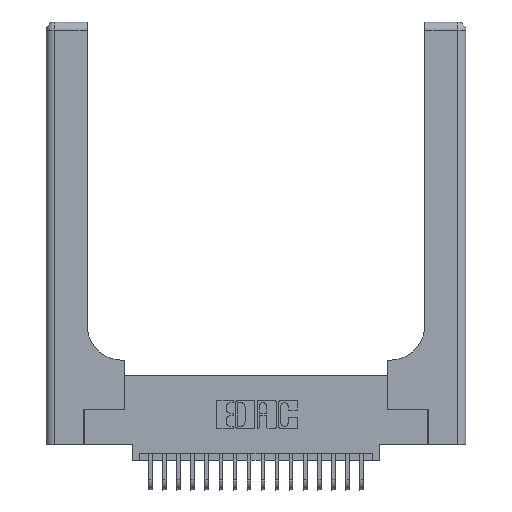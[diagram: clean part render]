
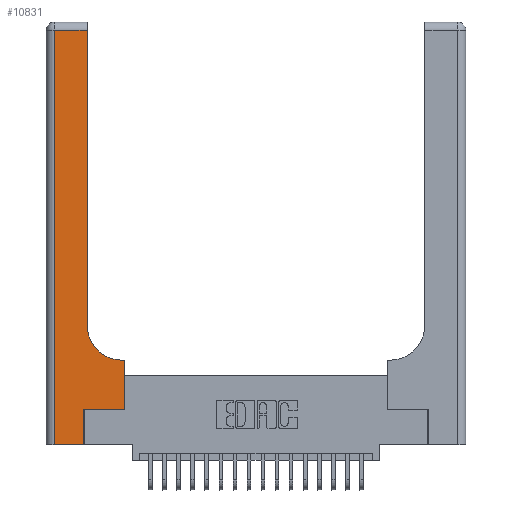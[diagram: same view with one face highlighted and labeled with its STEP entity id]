
A CAD part, top view. The second image highlights one B-rep face of the part: STEP entity #10831.
In plain terms, the highlighted planar face has unit normal (0, 0, 1).
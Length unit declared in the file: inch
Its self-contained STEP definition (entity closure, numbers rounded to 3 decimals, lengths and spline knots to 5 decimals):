
#475 = DIRECTION ( 'NONE',  ( 0., 1., 0. ) ) ;
#640 = VERTEX_POINT ( 'NONE', #751 ) ;
#751 = CARTESIAN_POINT ( 'NONE',  ( 0.06, 2.94, 0.37 ) ) ;
#1207 = DIRECTION ( 'NONE',  ( 1., 0., 0. ) ) ;
#1299 = VERTEX_POINT ( 'NONE', #13501 ) ;
#1492 = CARTESIAN_POINT ( 'NONE',  ( 0.269, 0.25, 0.37 ) ) ;
#1589 = CARTESIAN_POINT ( 'NONE',  ( 0.5585, 0.25, 0.37 ) ) ;
#1825 = EDGE_CURVE ( 'NONE', #3614, #3905, #15450, .T. ) ;
#2475 = DIRECTION ( 'NONE',  ( 0., 0., -1. ) ) ;
#2478 = CARTESIAN_POINT ( 'NONE',  ( 0.5585, 0.6, 0.37 ) ) ;
#2917 = LINE ( 'NONE', #14769, #9610 ) ;
#3177 = VECTOR ( 'NONE', #22143, 39.37008 ) ;
#3392 = EDGE_CURVE ( 'NONE', #12308, #640, #19298, .T. ) ;
#3614 = VERTEX_POINT ( 'NONE', #15740 ) ;
#3905 = VERTEX_POINT ( 'NONE', #7871 ) ;
#4178 = CARTESIAN_POINT ( 'NONE',  ( 0.2915, 3., 0.37 ) ) ;
#5048 = CARTESIAN_POINT ( 'NONE',  ( 0.269, 0.25, 0.37 ) ) ;
#5217 = ORIENTED_EDGE ( 'NONE', *, *, #12849, .T. ) ;
#5879 = ORIENTED_EDGE ( 'NONE', *, *, #13652, .T. ) ;
#6292 = ORIENTED_EDGE ( 'NONE', *, *, #8932, .T. ) ;
#7356 = AXIS2_PLACEMENT_3D ( 'NONE', #20493, #2475, #18757 ) ;
#7767 = EDGE_CURVE ( 'NONE', #3905, #21643, #20885, .T. ) ;
#7871 = CARTESIAN_POINT ( 'NONE',  ( 0.269, 0., 0.37 ) ) ;
#7976 = CARTESIAN_POINT ( 'NONE',  ( 0.2915, 0.6, 0.37 ) ) ;
#8101 = PLANE ( 'NONE',  #7356 ) ;
#8634 = ORIENTED_EDGE ( 'NONE', *, *, #19833, .T. ) ;
#8639 = LINE ( 'NONE', #4178, #14225 ) ;
#8932 = EDGE_CURVE ( 'NONE', #21147, #1299, #19771, .T. ) ;
#8951 = EDGE_CURVE ( 'NONE', #1299, #12308, #8639, .T. ) ;
#9151 = ORIENTED_EDGE ( 'NONE', *, *, #7767, .T. ) ;
#9284 = ORIENTED_EDGE ( 'NONE', *, *, #12687, .T. ) ;
#9334 = DIRECTION ( 'NONE',  ( 0., -1., 0. ) ) ;
#9432 = CARTESIAN_POINT ( 'NONE',  ( 0.5415, 0.85, 0.37 ) ) ;
#9443 = VECTOR ( 'NONE', #19526, 39.37008 ) ;
#9610 = VECTOR ( 'NONE', #9334, 39.37008 ) ;
#9763 = ORIENTED_EDGE ( 'NONE', *, *, #1825, .T. ) ;
#10252 = FACE_OUTER_BOUND ( 'NONE', #16745, .T. ) ;
#10721 = VECTOR ( 'NONE', #1207, 39.37008 ) ;
#10803 = CARTESIAN_POINT ( 'NONE',  ( 0.269, 0., 0.37 ) ) ;
#10831 = ADVANCED_FACE ( 'NONE', ( #10252 ), #8101, .F. ) ;
#11886 = DIRECTION ( 'NONE',  ( 0., 1., 0. ) ) ;
#12308 = VERTEX_POINT ( 'NONE', #19295 ) ;
#12687 = EDGE_CURVE ( 'NONE', #19321, #21147, #18478, .T. ) ;
#12849 = EDGE_CURVE ( 'NONE', #17186, #19321, #17930, .T. ) ;
#12859 = VECTOR ( 'NONE', #15820, 39.37008 ) ;
#12992 = DIRECTION ( 'NONE',  ( 0., 0., -1. ) ) ;
#13185 = VECTOR ( 'NONE', #11886, 39.37008 ) ;
#13501 = CARTESIAN_POINT ( 'NONE',  ( 0.2915, 0.85, 0.37 ) ) ;
#13652 = EDGE_CURVE ( 'NONE', #21643, #17186, #16241, .T. ) ;
#14225 = VECTOR ( 'NONE', #475, 39.37008 ) ;
#14769 = CARTESIAN_POINT ( 'NONE',  ( 0.06, 3., 0.37 ) ) ;
#15379 = VECTOR ( 'NONE', #17111, 39.37008 ) ;
#15450 = LINE ( 'NONE', #18966, #10721 ) ;
#15542 = CARTESIAN_POINT ( 'NONE',  ( 0.5415, 0.6, 0.37 ) ) ;
#15740 = CARTESIAN_POINT ( 'NONE',  ( 0.06, 0., 0.37 ) ) ;
#15820 = DIRECTION ( 'NONE',  ( 1., 0., 0. ) ) ;
#16241 = LINE ( 'NONE', #5048, #12859 ) ;
#16745 = EDGE_LOOP ( 'NONE', ( #16988, #21160, #8634, #9763, #9151, #5879, #5217, #9284, #6292 ) ) ;
#16988 = ORIENTED_EDGE ( 'NONE', *, *, #8951, .T. ) ;
#17111 = DIRECTION ( 'NONE',  ( -1., 0., 0. ) ) ;
#17186 = VERTEX_POINT ( 'NONE', #1589 ) ;
#17930 = LINE ( 'NONE', #20987, #13185 ) ;
#18478 = LINE ( 'NONE', #7976, #3177 ) ;
#18757 = DIRECTION ( 'NONE',  ( -1., 0., 0. ) ) ;
#18966 = CARTESIAN_POINT ( 'NONE',  ( 0., 0., 0.37 ) ) ;
#19295 = CARTESIAN_POINT ( 'NONE',  ( 0.2915, 2.94, 0.37 ) ) ;
#19298 = LINE ( 'NONE', #20799, #15379 ) ;
#19321 = VERTEX_POINT ( 'NONE', #2478 ) ;
#19526 = DIRECTION ( 'NONE',  ( 0., 1., 0. ) ) ;
#19771 = CIRCLE ( 'NONE', #21521, 0.25 ) ;
#19833 = EDGE_CURVE ( 'NONE', #640, #3614, #2917, .T. ) ;
#20259 = DIRECTION ( 'NONE',  ( 1., 0., 0. ) ) ;
#20493 = CARTESIAN_POINT ( 'NONE',  ( 0., 3., 0.37 ) ) ;
#20799 = CARTESIAN_POINT ( 'NONE',  ( 0., 2.94, 0.37 ) ) ;
#20885 = LINE ( 'NONE', #10803, #9443 ) ;
#20987 = CARTESIAN_POINT ( 'NONE',  ( 0.5585, 0.25, 0.37 ) ) ;
#21147 = VERTEX_POINT ( 'NONE', #15542 ) ;
#21160 = ORIENTED_EDGE ( 'NONE', *, *, #3392, .T. ) ;
#21521 = AXIS2_PLACEMENT_3D ( 'NONE', #9432, #12992, #20259 ) ;
#21643 = VERTEX_POINT ( 'NONE', #1492 ) ;
#22143 = DIRECTION ( 'NONE',  ( -1., 0., 0. ) ) ;
